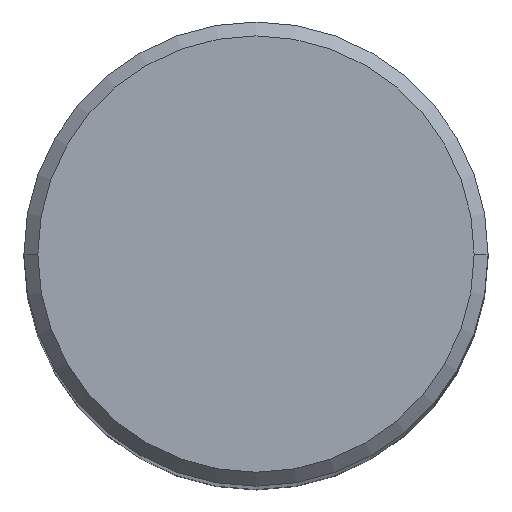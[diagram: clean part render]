
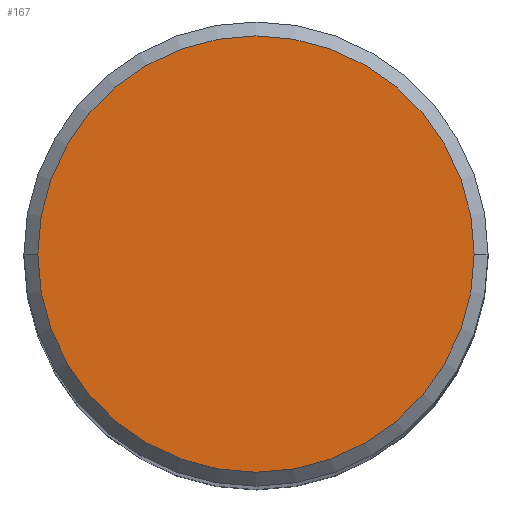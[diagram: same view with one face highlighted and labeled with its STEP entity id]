
A CAD part, top view. The second image highlights one B-rep face of the part: STEP entity #167.
In plain terms, the highlighted planar face has unit normal (0, 0, 1).
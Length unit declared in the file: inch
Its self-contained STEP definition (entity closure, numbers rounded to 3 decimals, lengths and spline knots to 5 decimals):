
#8 = EDGE_CURVE ( 'NONE', #106, #89, #48, .T. ) ;
#19 = AXIS2_PLACEMENT_3D ( 'NONE', #207, #88, #70 ) ;
#48 = CIRCLE ( 'NONE', #19, 0.235 ) ;
#51 = CARTESIAN_POINT ( 'NONE',  ( 0., 0., 2.5 ) ) ;
#52 = DIRECTION ( 'NONE',  ( 0., 0., 1. ) ) ;
#60 = ORIENTED_EDGE ( 'NONE', *, *, #210, .T. ) ;
#69 = CARTESIAN_POINT ( 'NONE',  ( 0.235, 0., 2.5 ) ) ;
#70 = DIRECTION ( 'NONE',  ( 1., 0., 0. ) ) ;
#88 = DIRECTION ( 'NONE',  ( 0., 0., 1. ) ) ;
#89 = VERTEX_POINT ( 'NONE', #69 ) ;
#98 = FACE_OUTER_BOUND ( 'NONE', #241, .T. ) ;
#106 = VERTEX_POINT ( 'NONE', #232 ) ;
#119 = DIRECTION ( 'NONE',  ( 0., 0., 1. ) ) ;
#149 = ORIENTED_EDGE ( 'NONE', *, *, #8, .T. ) ;
#167 = ADVANCED_FACE ( 'NONE', ( #98 ), #186, .T. ) ;
#186 = PLANE ( 'NONE',  #288 ) ;
#190 = DIRECTION ( 'NONE',  ( 1., 0., 0. ) ) ;
#199 = AXIS2_PLACEMENT_3D ( 'NONE', #51, #52, #234 ) ;
#201 = CIRCLE ( 'NONE', #199, 0.235 ) ;
#207 = CARTESIAN_POINT ( 'NONE',  ( 0., 0., 2.5 ) ) ;
#210 = EDGE_CURVE ( 'NONE', #89, #106, #201, .T. ) ;
#232 = CARTESIAN_POINT ( 'NONE',  ( -0.235, 0., 2.5 ) ) ;
#234 = DIRECTION ( 'NONE',  ( 1., 0., 0. ) ) ;
#241 = EDGE_LOOP ( 'NONE', ( #149, #60 ) ) ;
#279 = CARTESIAN_POINT ( 'NONE',  ( 0., 0., 2.5 ) ) ;
#288 = AXIS2_PLACEMENT_3D ( 'NONE', #279, #119, #190 ) ;
